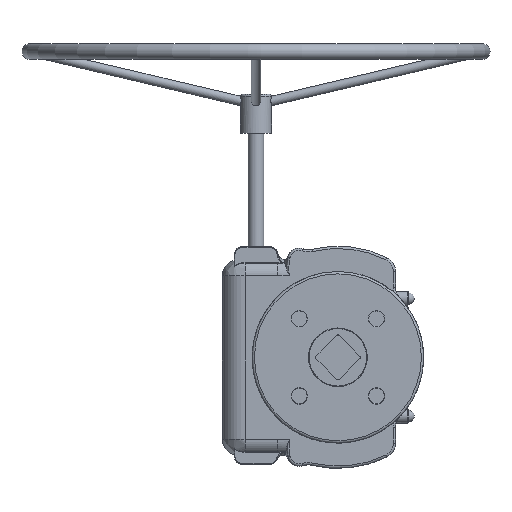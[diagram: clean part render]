
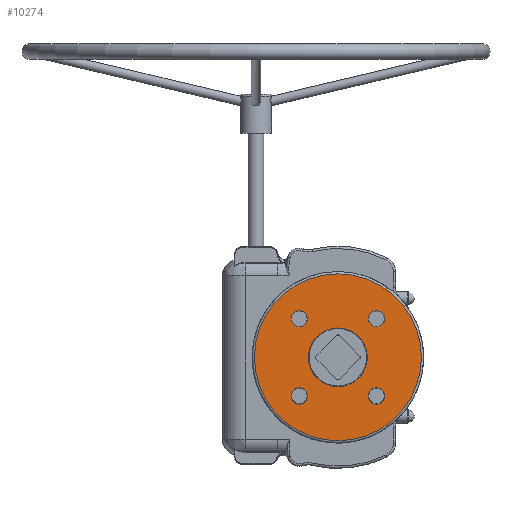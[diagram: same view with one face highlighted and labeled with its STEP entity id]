
A CAD part, front view. The second image highlights one B-rep face of the part: STEP entity #10274.
In plain terms, the highlighted face is planar.
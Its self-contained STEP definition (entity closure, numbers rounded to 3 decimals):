
#120=FACE_BOUND('',#3087,.T.);
#121=FACE_BOUND('',#3088,.T.);
#122=FACE_BOUND('',#3089,.T.);
#123=FACE_BOUND('',#3090,.T.);
#124=FACE_BOUND('',#3091,.T.);
#366=PLANE('',#10972);
#2487=FACE_OUTER_BOUND('',#3086,.T.);
#3086=EDGE_LOOP('',(#8148));
#3087=EDGE_LOOP('',(#8149));
#3088=EDGE_LOOP('',(#8150));
#3089=EDGE_LOOP('',(#8151));
#3090=EDGE_LOOP('',(#8152));
#3091=EDGE_LOOP('',(#8153));
#3743=CIRCLE('',#10969,10.5);
#3746=CIRCLE('',#10973,107.);
#3747=CIRCLE('',#10974,10.5);
#3748=CIRCLE('',#10975,10.5);
#3749=CIRCLE('',#10976,37.7);
#3750=CIRCLE('',#10977,10.5);
#4623=VERTEX_POINT('',#18373);
#4626=VERTEX_POINT('',#18381);
#4627=VERTEX_POINT('',#18383);
#4628=VERTEX_POINT('',#18385);
#4629=VERTEX_POINT('',#18387);
#4630=VERTEX_POINT('',#18389);
#5853=EDGE_CURVE('',#4623,#4623,#3743,.T.);
#5857=EDGE_CURVE('',#4626,#4626,#3746,.T.);
#5858=EDGE_CURVE('',#4627,#4627,#3747,.T.);
#5859=EDGE_CURVE('',#4628,#4628,#3748,.T.);
#5860=EDGE_CURVE('',#4629,#4629,#3749,.T.);
#5861=EDGE_CURVE('',#4630,#4630,#3750,.T.);
#8148=ORIENTED_EDGE('',*,*,#5857,.F.);
#8149=ORIENTED_EDGE('',*,*,#5858,.F.);
#8150=ORIENTED_EDGE('',*,*,#5859,.F.);
#8151=ORIENTED_EDGE('',*,*,#5860,.F.);
#8152=ORIENTED_EDGE('',*,*,#5861,.F.);
#8153=ORIENTED_EDGE('',*,*,#5853,.F.);
#10274=ADVANCED_FACE('',(#2487,#120,#121,#122,#123,#124),#366,.T.);
#10969=AXIS2_PLACEMENT_3D('',#18374,#12674,#12675);
#10972=AXIS2_PLACEMENT_3D('',#18380,#12681,#12682);
#10973=AXIS2_PLACEMENT_3D('',#18382,#12683,#12684);
#10974=AXIS2_PLACEMENT_3D('',#18384,#12685,#12686);
#10975=AXIS2_PLACEMENT_3D('',#18386,#12687,#12688);
#10976=AXIS2_PLACEMENT_3D('',#18388,#12689,#12690);
#10977=AXIS2_PLACEMENT_3D('',#18390,#12691,#12692);
#12674=DIRECTION('center_axis',(0.,1.,0.));
#12675=DIRECTION('ref_axis',(-1.,0.,0.));
#12681=DIRECTION('center_axis',(0.,1.,0.));
#12682=DIRECTION('ref_axis',(0.,0.,1.));
#12683=DIRECTION('center_axis',(0.,-1.,0.));
#12684=DIRECTION('ref_axis',(1.,0.,0.));
#12685=DIRECTION('center_axis',(0.,1.,0.));
#12686=DIRECTION('ref_axis',(-1.,0.,0.));
#12687=DIRECTION('center_axis',(0.,1.,0.));
#12688=DIRECTION('ref_axis',(-1.,0.,0.));
#12689=DIRECTION('center_axis',(0.,1.,0.));
#12690=DIRECTION('ref_axis',(-1.,0.,0.));
#12691=DIRECTION('center_axis',(0.,1.,0.));
#12692=DIRECTION('ref_axis',(-1.,0.,0.));
#18373=CARTESIAN_POINT('',(-38.997,10.95,-49.497));
#18374=CARTESIAN_POINT('Origin',(-49.497,10.95,-49.497));
#18380=CARTESIAN_POINT('Origin',(0.,10.95,0.));
#18381=CARTESIAN_POINT('',(0.,10.95,-107.));
#18382=CARTESIAN_POINT('Origin',(0.,10.95,0.));
#18383=CARTESIAN_POINT('',(59.997,10.95,49.497));
#18384=CARTESIAN_POINT('Origin',(49.497,10.95,49.497));
#18385=CARTESIAN_POINT('',(-38.997,10.95,49.497));
#18386=CARTESIAN_POINT('Origin',(-49.497,10.95,49.497));
#18387=CARTESIAN_POINT('',(37.7,10.95,0.));
#18388=CARTESIAN_POINT('Origin',(0.,10.95,0.));
#18389=CARTESIAN_POINT('',(59.997,10.95,-49.497));
#18390=CARTESIAN_POINT('Origin',(49.497,10.95,-49.497));
